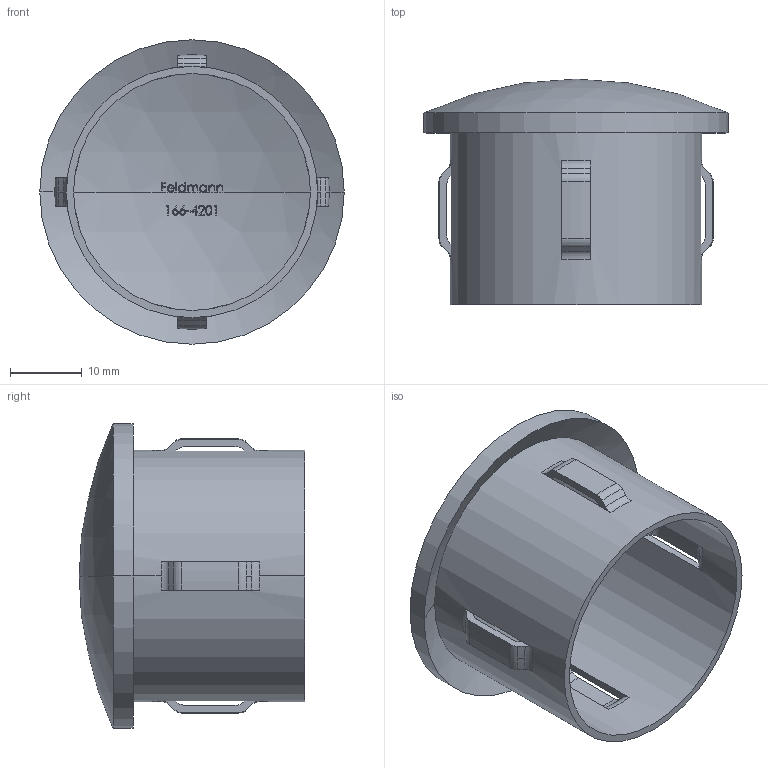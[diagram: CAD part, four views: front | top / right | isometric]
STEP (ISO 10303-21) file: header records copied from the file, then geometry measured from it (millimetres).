
FILE_DESCRIPTION (( 'STEP AP203' ), '1' );
FILE_NAME ('166-4201.step', '2019-09-13T12:01:11', ( '' ), ( '' ), 'SwSTEP 2.0', 'SolidWorks 2015', '' );
FILE_SCHEMA (( 'CONFIG_CONTROL_DESIGN' ));
Length unit declared in the file: millimetre
Products named in the file (1): 166-4201
Bounding box: 42.4 x 31.4 x 42.4 mm (x, y, z)
Volume: 6486.1 mm3; surface area: 9059.9 mm2
Topology: 1 solids, 1 shells, 307 faces, 847 edges, 546 vertices
Faces by surface type: plane 112, bspline 81, torus 40, sphere 38, cone 20, cylinder 16
Entity records: 13661 total; most frequent: CARTESIAN_POINT 6254, ORIENTED_EDGE 1694, DIRECTION 1336, EDGE_CURVE 847, AXIS2_PLACEMENT_3D 548, VERTEX_POINT 546, EDGE_LOOP 327, CIRCLE 321
